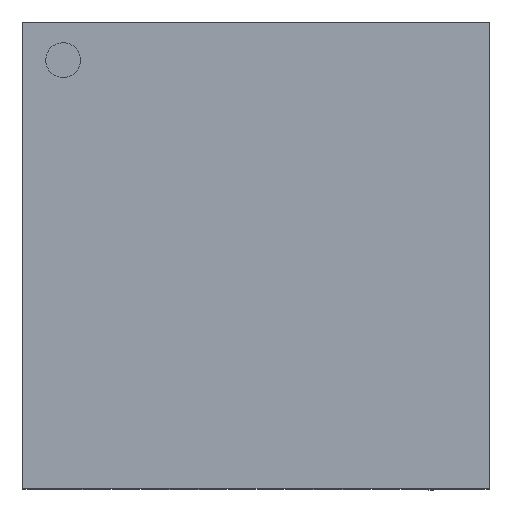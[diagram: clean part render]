
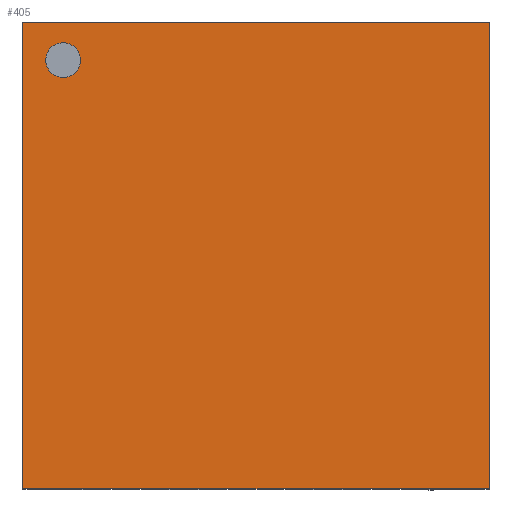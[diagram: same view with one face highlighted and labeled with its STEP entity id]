
A CAD part, top view. The second image highlights one B-rep face of the part: STEP entity #405.
In plain terms, the highlighted planar face has unit normal (0, 0, 1).
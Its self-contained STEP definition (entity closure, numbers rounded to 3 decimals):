
#247 = AXIS2_PLACEMENT_3D ( 'NONE', #11193, #7413, #12039 ) ;
#288 = FACE_BOUND ( 'NONE', #8768, .T. ) ;
#389 = CARTESIAN_POINT ( 'NONE',  ( -2.255, 2.1, 0.5 ) ) ;
#405 = ADVANCED_FACE ( 'NONE', ( #288, #11573 ), #11342, .F. ) ;
#632 = DIRECTION ( 'NONE',  ( 0., 1., 0. ) ) ;
#709 = LINE ( 'NONE', #7240, #2446 ) ;
#764 = DIRECTION ( 'NONE',  ( -1., 0., 0. ) ) ;
#1044 = LINE ( 'NONE', #3638, #3695 ) ;
#1839 = ORIENTED_EDGE ( 'NONE', *, *, #6772, .T. ) ;
#1872 = CARTESIAN_POINT ( 'NONE',  ( -2.068, 2.1, 0.5 ) ) ;
#1946 = EDGE_CURVE ( 'NONE', #7163, #4989, #10586, .T. ) ;
#2446 = VECTOR ( 'NONE', #632, 1000. ) ;
#2618 = CARTESIAN_POINT ( 'NONE',  ( -2.5, 2.5, 0.5 ) ) ;
#2831 = DIRECTION ( 'NONE',  ( 0., 0., 1. ) ) ;
#2884 = EDGE_LOOP ( 'NONE', ( #5966, #1839, #5241, #6259 ) ) ;
#2952 = VECTOR ( 'NONE', #10060, 1000. ) ;
#2987 = DIRECTION ( 'NONE',  ( -1., 0., 0. ) ) ;
#3372 = AXIS2_PLACEMENT_3D ( 'NONE', #1872, #2831, #6673 ) ;
#3636 = EDGE_CURVE ( 'NONE', #10790, #8640, #5995, .T. ) ;
#3638 = CARTESIAN_POINT ( 'NONE',  ( -2.5, 2.5, 0.5 ) ) ;
#3644 = CARTESIAN_POINT ( 'NONE',  ( -2.5, -2.5, 0.5 ) ) ;
#3695 = VECTOR ( 'NONE', #764, 1000. ) ;
#3943 = EDGE_CURVE ( 'NONE', #7877, #7163, #10999, .T. ) ;
#4517 = EDGE_CURVE ( 'NONE', #4989, #9159, #709, .T. ) ;
#4989 = VERTEX_POINT ( 'NONE', #5314 ) ;
#5138 = DIRECTION ( 'NONE',  ( 1., 0., 0. ) ) ;
#5241 = ORIENTED_EDGE ( 'NONE', *, *, #3943, .T. ) ;
#5314 = CARTESIAN_POINT ( 'NONE',  ( 2.5, -2.5, 0.5 ) ) ;
#5863 = CARTESIAN_POINT ( 'NONE',  ( 0., 0., 0.5 ) ) ;
#5966 = ORIENTED_EDGE ( 'NONE', *, *, #4517, .T. ) ;
#5995 = CIRCLE ( 'NONE', #247, 0.187 ) ;
#6259 = ORIENTED_EDGE ( 'NONE', *, *, #1946, .T. ) ;
#6673 = DIRECTION ( 'NONE',  ( 1., 0., 0. ) ) ;
#6772 = EDGE_CURVE ( 'NONE', #9159, #7877, #1044, .T. ) ;
#7086 = AXIS2_PLACEMENT_3D ( 'NONE', #5863, #7524, #2987 ) ;
#7163 = VERTEX_POINT ( 'NONE', #9834 ) ;
#7240 = CARTESIAN_POINT ( 'NONE',  ( 2.5, -2.5, 0.5 ) ) ;
#7413 = DIRECTION ( 'NONE',  ( 0., 0., 1. ) ) ;
#7524 = DIRECTION ( 'NONE',  ( 0., 0., -1. ) ) ;
#7729 = ORIENTED_EDGE ( 'NONE', *, *, #9825, .F. ) ;
#7837 = ORIENTED_EDGE ( 'NONE', *, *, #3636, .F. ) ;
#7877 = VERTEX_POINT ( 'NONE', #2618 ) ;
#8548 = VECTOR ( 'NONE', #5138, 1000. ) ;
#8640 = VERTEX_POINT ( 'NONE', #12138 ) ;
#8768 = EDGE_LOOP ( 'NONE', ( #7729, #7837 ) ) ;
#9061 = CIRCLE ( 'NONE', #3372, 0.187 ) ;
#9159 = VERTEX_POINT ( 'NONE', #11923 ) ;
#9816 = CARTESIAN_POINT ( 'NONE',  ( -2.5, -2.5, 0.5 ) ) ;
#9825 = EDGE_CURVE ( 'NONE', #8640, #10790, #9061, .T. ) ;
#9834 = CARTESIAN_POINT ( 'NONE',  ( -2.5, -2.5, 0.5 ) ) ;
#10060 = DIRECTION ( 'NONE',  ( 0., -1., 0. ) ) ;
#10586 = LINE ( 'NONE', #3644, #8548 ) ;
#10790 = VERTEX_POINT ( 'NONE', #389 ) ;
#10999 = LINE ( 'NONE', #9816, #2952 ) ;
#11193 = CARTESIAN_POINT ( 'NONE',  ( -2.068, 2.1, 0.5 ) ) ;
#11342 = PLANE ( 'NONE',  #7086 ) ;
#11573 = FACE_OUTER_BOUND ( 'NONE', #2884, .T. ) ;
#11923 = CARTESIAN_POINT ( 'NONE',  ( 2.5, 2.5, 0.5 ) ) ;
#12039 = DIRECTION ( 'NONE',  ( 1., 0., 0. ) ) ;
#12138 = CARTESIAN_POINT ( 'NONE',  ( -1.882, 2.1, 0.5 ) ) ;
